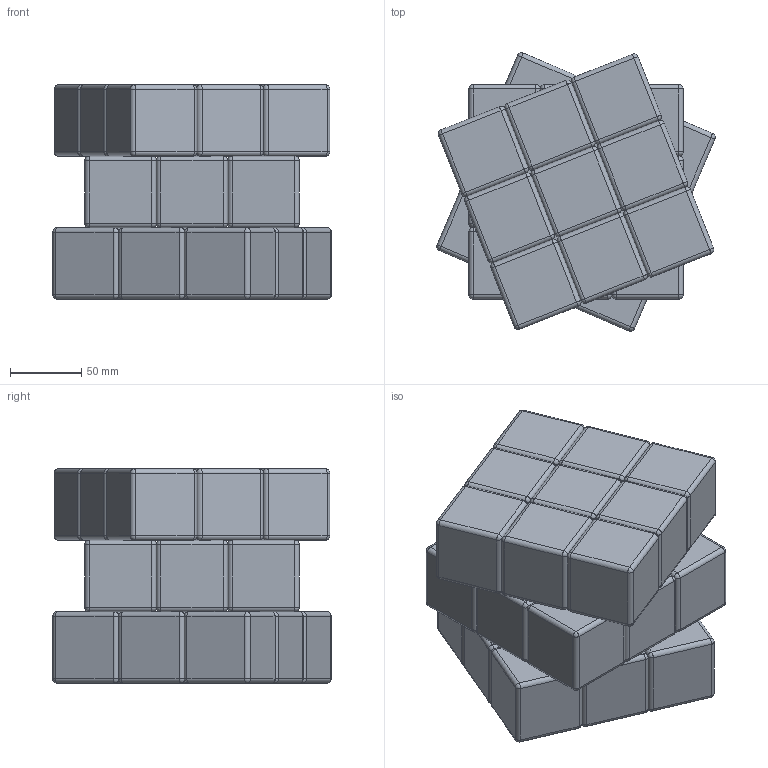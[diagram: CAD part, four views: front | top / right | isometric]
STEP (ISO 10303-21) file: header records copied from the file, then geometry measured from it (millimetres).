
FILE_DESCRIPTION(/* description */ (''),/* implementation_level */ '2;1');
FILE_NAME(/* name */ 'cubo mgico- grupo3 Sofia, Clarice, Maria Fernanda v1.step',/* time_stamp */ '2022-12-08T21:15:53-03:00',/* author */ (''),/* organization */ (''),/* preprocessor_version */ 'ST-DEVELOPER v19.2',/* originating_system */ 'Autodesk Translation Framework v11.17.0.187',/* authorisation */ '');
FILE_SCHEMA (('AUTOMOTIVE_DESIGN { 1 0 10303 214 3 1 1 }'));
Length unit declared in the file: millimetre
Products named in the file (7): cubo mágico- grupo3 Sofia, Clarice, Maria Fernanda; Componente13; Componente11; Componente15; Componente14; Componente17; Componente16
Assembly tree (30 placements, depth 3):
  cubo mágico- grupo3 Sofia, Clarice, Maria Fernanda
    Componente13
      Componente11  x9
    Componente15
      Componente14  x9
    Componente17
      Componente16  x9
Bounding box: 194.82 x 194.82 x 150 mm (x, y, z)
Volume: 3344687.3 mm3; surface area: 383865.4 mm2
Topology: 27 solids, 27 shells, 702 faces, 1296 edges, 648 vertices
Faces by surface type: cylinder 324, sphere 216, plane 162
Entity records: 2289 total; most frequent: DIRECTION 446, CARTESIAN_POINT 331, ORIENTED_EDGE 288, AXIS2_PLACEMENT_3D 187, EDGE_CURVE 144, FACE_OUTER_BOUND 78, EDGE_LOOP 78, ADVANCED_FACE 78
